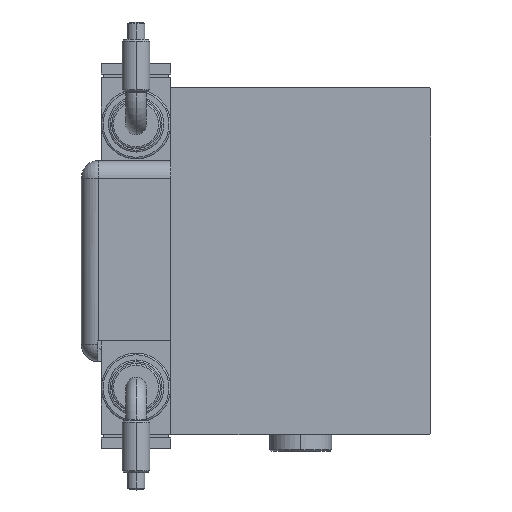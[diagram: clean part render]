
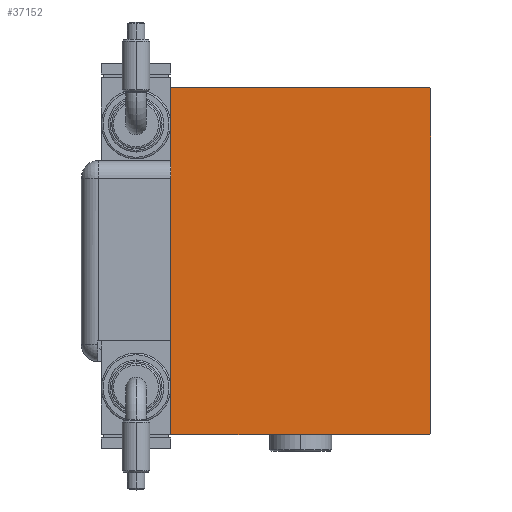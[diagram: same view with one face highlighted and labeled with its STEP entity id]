
A CAD part, left-side view. The second image highlights one B-rep face of the part: STEP entity #37152.
In plain terms, the highlighted face is planar.
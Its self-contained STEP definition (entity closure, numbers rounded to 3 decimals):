
#282 = VERTEX_POINT ( 'NONE', #20545 ) ;
#1153 = CARTESIAN_POINT ( 'NONE',  ( 98., -37.5, -50. ) ) ;
#2779 = FACE_OUTER_BOUND ( 'NONE', #18414, .T. ) ;
#4494 = ORIENTED_EDGE ( 'NONE', *, *, #42124, .T. ) ;
#4583 = ORIENTED_EDGE ( 'NONE', *, *, #27722, .T. ) ;
#5032 = ORIENTED_EDGE ( 'NONE', *, *, #45028, .T. ) ;
#6842 = CARTESIAN_POINT ( 'NONE',  ( 98., 0., 0. ) ) ;
#7285 = VECTOR ( 'NONE', #57713, 1000. ) ;
#9016 = LINE ( 'NONE', #19243, #54598 ) ;
#9773 = CARTESIAN_POINT ( 'NONE',  ( 98., -43.6, -43.6 ) ) ;
#9933 = CARTESIAN_POINT ( 'NONE',  ( 98., 37.5, -50. ) ) ;
#10725 = VECTOR ( 'NONE', #47638, 1000. ) ;
#11360 = CARTESIAN_POINT ( 'NONE',  ( 98., 37.2, -50. ) ) ;
#11418 = ORIENTED_EDGE ( 'NONE', *, *, #30649, .T. ) ;
#11545 = EDGE_CURVE ( 'NONE', #36031, #37137, #9016, .T. ) ;
#12085 = PLANE ( 'NONE',  #28308 ) ;
#12145 = CARTESIAN_POINT ( 'NONE',  ( 98., -37.2, 50. ) ) ;
#15868 = CARTESIAN_POINT ( 'NONE',  ( 98., -37.5, 50. ) ) ;
#16523 = DIRECTION ( 'NONE',  ( 0., 0.707, 0.707 ) ) ;
#16549 = LINE ( 'NONE', #54423, #19321 ) ;
#18414 = EDGE_LOOP ( 'NONE', ( #4494, #4583, #35262, #5032, #49749, #22306, #11418, #61328 ) ) ;
#18639 = VECTOR ( 'NONE', #38114, 1000. ) ;
#19182 = VECTOR ( 'NONE', #16523, 1000. ) ;
#19243 = CARTESIAN_POINT ( 'NONE',  ( 98., -43.6, 43.6 ) ) ;
#19321 = VECTOR ( 'NONE', #49758, 1000. ) ;
#20545 = CARTESIAN_POINT ( 'NONE',  ( 98., -37.2, -50. ) ) ;
#22306 = ORIENTED_EDGE ( 'NONE', *, *, #11545, .T. ) ;
#26062 = DIRECTION ( 'NONE',  ( 1., 0., 0. ) ) ;
#26531 = VECTOR ( 'NONE', #35708, 1000. ) ;
#27722 = EDGE_CURVE ( 'NONE', #45581, #35611, #50652, .T. ) ;
#28308 = AXIS2_PLACEMENT_3D ( 'NONE', #6842, #26062, #54008 ) ;
#28577 = LINE ( 'NONE', #9933, #7285 ) ;
#28782 = LINE ( 'NONE', #1153, #18639 ) ;
#30387 = EDGE_CURVE ( 'NONE', #49310, #36031, #16549, .T. ) ;
#30649 = EDGE_CURVE ( 'NONE', #37137, #34206, #34207, .T. ) ;
#34206 = VERTEX_POINT ( 'NONE', #46487 ) ;
#34207 = LINE ( 'NONE', #15868, #54840 ) ;
#35262 = ORIENTED_EDGE ( 'NONE', *, *, #55845, .T. ) ;
#35611 = VERTEX_POINT ( 'NONE', #57567 ) ;
#35708 = DIRECTION ( 'NONE',  ( 0., -0.707, 0.707 ) ) ;
#36031 = VERTEX_POINT ( 'NONE', #12145 ) ;
#37137 = VERTEX_POINT ( 'NONE', #39748 ) ;
#37152 = ADVANCED_FACE ( 'NONE', ( #2779 ), #12085, .T. ) ;
#38114 = DIRECTION ( 'NONE',  ( 0., 1., 0. ) ) ;
#38569 = DIRECTION ( 'NONE',  ( 0., 0., -1. ) ) ;
#39748 = CARTESIAN_POINT ( 'NONE',  ( 98., -37.5, 49.7 ) ) ;
#41344 = CARTESIAN_POINT ( 'NONE',  ( 98., 43.6, -43.6 ) ) ;
#41817 = VERTEX_POINT ( 'NONE', #61123 ) ;
#42124 = EDGE_CURVE ( 'NONE', #282, #45581, #28782, .T. ) ;
#42594 = EDGE_CURVE ( 'NONE', #34206, #282, #52914, .T. ) ;
#45028 = EDGE_CURVE ( 'NONE', #41817, #49310, #50898, .T. ) ;
#45581 = VERTEX_POINT ( 'NONE', #11360 ) ;
#46487 = CARTESIAN_POINT ( 'NONE',  ( 98., -37.5, -49.7 ) ) ;
#47638 = DIRECTION ( 'NONE',  ( 0., 0.707, -0.707 ) ) ;
#49310 = VERTEX_POINT ( 'NONE', #61399 ) ;
#49749 = ORIENTED_EDGE ( 'NONE', *, *, #30387, .T. ) ;
#49758 = DIRECTION ( 'NONE',  ( 0., -1., 0. ) ) ;
#50652 = LINE ( 'NONE', #41344, #19182 ) ;
#50898 = LINE ( 'NONE', #60186, #26531 ) ;
#52914 = LINE ( 'NONE', #9773, #10725 ) ;
#54008 = DIRECTION ( 'NONE',  ( 0., 0., -1. ) ) ;
#54423 = CARTESIAN_POINT ( 'NONE',  ( 98., 37.5, 50. ) ) ;
#54598 = VECTOR ( 'NONE', #56196, 1000. ) ;
#54840 = VECTOR ( 'NONE', #38569, 1000. ) ;
#55845 = EDGE_CURVE ( 'NONE', #35611, #41817, #28577, .T. ) ;
#56196 = DIRECTION ( 'NONE',  ( 0., -0.707, -0.707 ) ) ;
#57567 = CARTESIAN_POINT ( 'NONE',  ( 98., 37.5, -49.7 ) ) ;
#57713 = DIRECTION ( 'NONE',  ( 0., 0., 1. ) ) ;
#60186 = CARTESIAN_POINT ( 'NONE',  ( 98., 43.6, 43.6 ) ) ;
#61123 = CARTESIAN_POINT ( 'NONE',  ( 98., 37.5, 49.7 ) ) ;
#61328 = ORIENTED_EDGE ( 'NONE', *, *, #42594, .T. ) ;
#61399 = CARTESIAN_POINT ( 'NONE',  ( 98., 37.2, 50. ) ) ;
